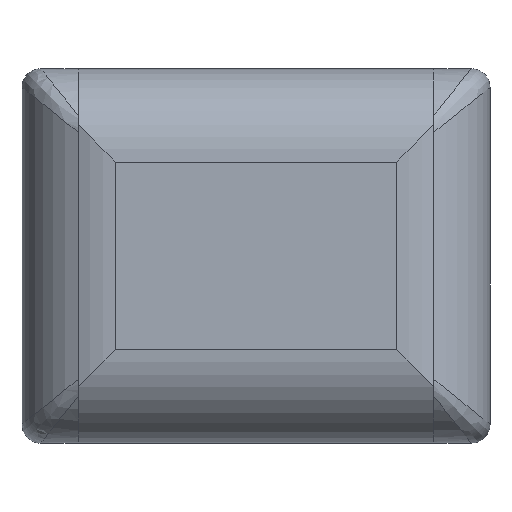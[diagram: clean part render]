
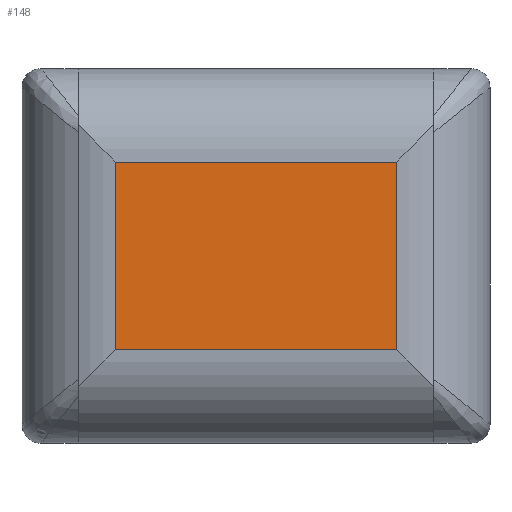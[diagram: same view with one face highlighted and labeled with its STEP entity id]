
A CAD part, top view. The second image highlights one B-rep face of the part: STEP entity #148.
In plain terms, the highlighted planar face has unit normal (0, 0, 1).
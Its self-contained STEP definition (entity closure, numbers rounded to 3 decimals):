
#47 = VERTEX_POINT('',#48);
#48 = CARTESIAN_POINT('',(-0.75,0.5,1.));
#64 = VERTEX_POINT('',#65);
#65 = CARTESIAN_POINT('',(-0.75,-0.5,1.));
#72 = EDGE_CURVE('',#64,#47,#73,.T.);
#73 = LINE('',#74,#75);
#74 = CARTESIAN_POINT('',(-0.75,-1.,1.));
#75 = VECTOR('',#76,1.);
#76 = DIRECTION('',(0.,1.,0.));
#89 = VERTEX_POINT('',#90);
#90 = CARTESIAN_POINT('',(0.75,0.5,1.));
#138 = EDGE_CURVE('',#47,#89,#139,.T.);
#139 = LINE('',#140,#141);
#140 = CARTESIAN_POINT('',(-1.25,0.5,1.));
#141 = VECTOR('',#142,1.);
#142 = DIRECTION('',(1.,0.,0.));
#148 = ADVANCED_FACE('',(#149),#167,.T.);
#149 = FACE_BOUND('',#150,.T.);
#150 = EDGE_LOOP('',(#151,#152,#153,#161));
#151 = ORIENTED_EDGE('',*,*,#138,.F.);
#152 = ORIENTED_EDGE('',*,*,#72,.F.);
#153 = ORIENTED_EDGE('',*,*,#154,.T.);
#154 = EDGE_CURVE('',#64,#155,#157,.T.);
#155 = VERTEX_POINT('',#156);
#156 = CARTESIAN_POINT('',(0.75,-0.5,1.));
#157 = LINE('',#158,#159);
#158 = CARTESIAN_POINT('',(-1.25,-0.5,1.));
#159 = VECTOR('',#160,1.);
#160 = DIRECTION('',(1.,0.,0.));
#161 = ORIENTED_EDGE('',*,*,#162,.T.);
#162 = EDGE_CURVE('',#155,#89,#163,.T.);
#163 = LINE('',#164,#165);
#164 = CARTESIAN_POINT('',(0.75,-1.,1.));
#165 = VECTOR('',#166,1.);
#166 = DIRECTION('',(0.,1.,0.));
#167 = PLANE('',#168);
#168 = AXIS2_PLACEMENT_3D('',#169,#170,#171);
#169 = CARTESIAN_POINT('',(-1.25,-0.5,1.));
#170 = DIRECTION('',(0.,0.,1.));
#171 = DIRECTION('',(1.,0.,0.));
